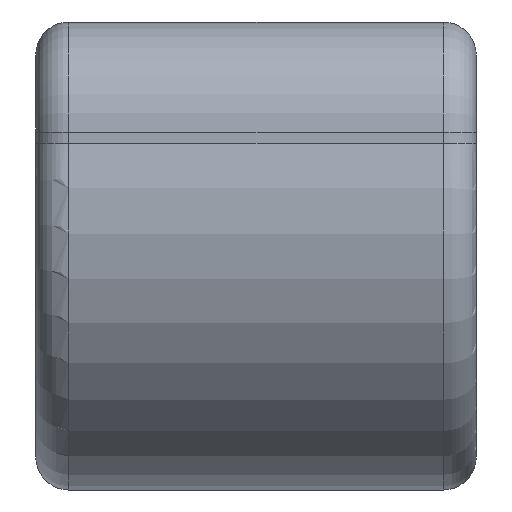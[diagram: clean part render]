
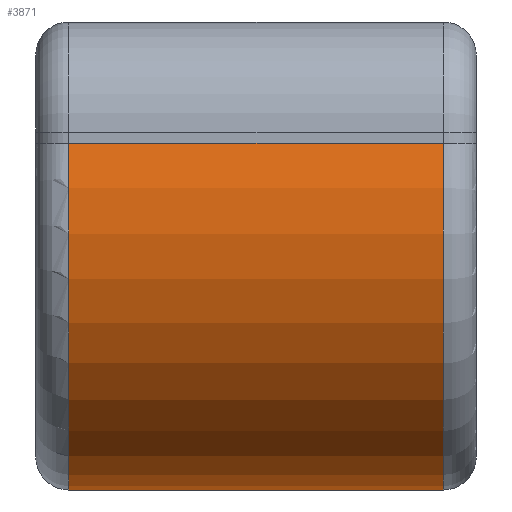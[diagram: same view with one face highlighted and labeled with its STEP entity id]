
A CAD part, left-side view. The second image highlights one B-rep face of the part: STEP entity #3871.
In plain terms, the highlighted cylindrical face has radius 5 mm (diameter 10 mm), a partial arc.
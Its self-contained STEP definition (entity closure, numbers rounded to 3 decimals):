
#712 = TOROIDAL_SURFACE('',#713,4.4,0.6);
#713 = AXIS2_PLACEMENT_3D('',#714,#715,#716);
#714 = CARTESIAN_POINT('',(-32.5,7.4,-9.5));
#715 = DIRECTION('',(0.,-1.,0.));
#716 = DIRECTION('',(0.,0.,
    -1.));
#740 = PLANE('',#741);
#741 = AXIS2_PLACEMENT_3D('',#742,#743,#744);
#742 = CARTESIAN_POINT('',(-35.204,8.,-8.2));
#743 = DIRECTION('',(0.,0.,1.));
#744 = DIRECTION('',(1.,0.,0.));
#1202 = TOROIDAL_SURFACE('',#1203,4.4,0.6);
#1203 = AXIS2_PLACEMENT_3D('',#1204,#1205,#1206);
#1204 = CARTESIAN_POINT('',(-32.5,0.6,-9.5));
#1205 = DIRECTION('',(0.,1.,0.));
#1206 = DIRECTION('',(0.,0.,
    -1.));
#2483 = VERTEX_POINT('',#2484);
#2484 = CARTESIAN_POINT('',(-32.5,7.4,-14.5));
#2498 = PLANE('',#2499);
#2499 = AXIS2_PLACEMENT_3D('',#2500,#2501,#2502);
#2500 = CARTESIAN_POINT('',(0.,4.,-14.5));
#2501 = DIRECTION('',(0.,0.,-1.));
#2502 = DIRECTION('',(0.,-1.,0.));
#2590 = VERTEX_POINT('',#2591);
#2591 = CARTESIAN_POINT('',(-37.328,7.4,-8.2));
#2654 = EDGE_CURVE('',#2483,#2590,#2655,.T.);
#2655 = SURFACE_CURVE('',#2656,(#2661,#2668),.PCURVE_S1.);
#2656 = CIRCLE('',#2657,5.);
#2657 = AXIS2_PLACEMENT_3D('',#2658,#2659,#2660);
#2658 = CARTESIAN_POINT('',(-32.5,7.4,-9.5));
#2659 = DIRECTION('',(0.,1.,0.));
#2660 = DIRECTION('',(0.,0.,
    -1.));
#2661 = PCURVE('',#712,#2662);
#2662 = DEFINITIONAL_REPRESENTATION('',(#2663),#2667);
#2663 = LINE('',#2664,#2665);
#2664 = CARTESIAN_POINT('',(-0.,6.283));
#2665 = VECTOR('',#2666,1.);
#2666 = DIRECTION('',(-1.,0.));
#2667 = ( GEOMETRIC_REPRESENTATION_CONTEXT(2) 
PARAMETRIC_REPRESENTATION_CONTEXT() REPRESENTATION_CONTEXT('2D SPACE',''
  ) );
#2668 = PCURVE('',#2669,#2674);
#2669 = CYLINDRICAL_SURFACE('',#2670,5.);
#2670 = AXIS2_PLACEMENT_3D('',#2671,#2672,#2673);
#2671 = CARTESIAN_POINT('',(-32.5,8.,-9.5));
#2672 = DIRECTION('',(0.,1.,0.));
#2673 = DIRECTION('',(1.,0.,0.));
#2674 = DEFINITIONAL_REPRESENTATION('',(#2675),#2679);
#2675 = LINE('',#2676,#2677);
#2676 = CARTESIAN_POINT('',(1.571,-0.6));
#2677 = VECTOR('',#2678,1.);
#2678 = DIRECTION('',(1.,0.));
#2679 = ( GEOMETRIC_REPRESENTATION_CONTEXT(2) 
PARAMETRIC_REPRESENTATION_CONTEXT() REPRESENTATION_CONTEXT('2D SPACE',''
  ) );
#2740 = VERTEX_POINT('',#2741);
#2741 = CARTESIAN_POINT('',(-37.328,0.6,-8.2));
#2804 = EDGE_CURVE('',#2590,#2740,#2805,.T.);
#2805 = SURFACE_CURVE('',#2806,(#2810,#2817),.PCURVE_S1.);
#2806 = LINE('',#2807,#2808);
#2807 = CARTESIAN_POINT('',(-37.328,8.,-8.2));
#2808 = VECTOR('',#2809,1.);
#2809 = DIRECTION('',(0.,-1.,0.));
#2810 = PCURVE('',#740,#2811);
#2811 = DEFINITIONAL_REPRESENTATION('',(#2812),#2816);
#2812 = LINE('',#2813,#2814);
#2813 = CARTESIAN_POINT('',(-2.124,0.));
#2814 = VECTOR('',#2815,1.);
#2815 = DIRECTION('',(0.,-1.));
#2816 = ( GEOMETRIC_REPRESENTATION_CONTEXT(2) 
PARAMETRIC_REPRESENTATION_CONTEXT() REPRESENTATION_CONTEXT('2D SPACE',''
  ) );
#2817 = PCURVE('',#2669,#2818);
#2818 = DEFINITIONAL_REPRESENTATION('',(#2819),#2822);
#2819 = B_SPLINE_CURVE_WITH_KNOTS('',1,(#2820,#2821),.UNSPECIFIED.,.F.,
  .F.,(2,2),(0.,8.),.PIECEWISE_BEZIER_KNOTS.);
#2820 = CARTESIAN_POINT('',(3.405,0.));
#2821 = CARTESIAN_POINT('',(3.405,-8.));
#2822 = ( GEOMETRIC_REPRESENTATION_CONTEXT(2) 
PARAMETRIC_REPRESENTATION_CONTEXT() REPRESENTATION_CONTEXT('2D SPACE',''
  ) );
#3071 = VERTEX_POINT('',#3072);
#3072 = CARTESIAN_POINT('',(-32.5,0.6,-14.5));
#3094 = EDGE_CURVE('',#3071,#2740,#3095,.T.);
#3095 = SURFACE_CURVE('',#3096,(#3101,#3108),.PCURVE_S1.);
#3096 = CIRCLE('',#3097,5.);
#3097 = AXIS2_PLACEMENT_3D('',#3098,#3099,#3100);
#3098 = CARTESIAN_POINT('',(-32.5,0.6,-9.5));
#3099 = DIRECTION('',(0.,1.,0.));
#3100 = DIRECTION('',(0.,0.,
    -1.));
#3101 = PCURVE('',#1202,#3102);
#3102 = DEFINITIONAL_REPRESENTATION('',(#3103),#3107);
#3103 = LINE('',#3104,#3105);
#3104 = CARTESIAN_POINT('',(0.,6.283));
#3105 = VECTOR('',#3106,1.);
#3106 = DIRECTION('',(1.,0.));
#3107 = ( GEOMETRIC_REPRESENTATION_CONTEXT(2) 
PARAMETRIC_REPRESENTATION_CONTEXT() REPRESENTATION_CONTEXT('2D SPACE',''
  ) );
#3108 = PCURVE('',#2669,#3109);
#3109 = DEFINITIONAL_REPRESENTATION('',(#3110),#3114);
#3110 = LINE('',#3111,#3112);
#3111 = CARTESIAN_POINT('',(1.571,-7.4));
#3112 = VECTOR('',#3113,1.);
#3113 = DIRECTION('',(1.,0.));
#3114 = ( GEOMETRIC_REPRESENTATION_CONTEXT(2) 
PARAMETRIC_REPRESENTATION_CONTEXT() REPRESENTATION_CONTEXT('2D SPACE',''
  ) );
#3822 = EDGE_CURVE('',#2483,#3071,#3823,.T.);
#3823 = SURFACE_CURVE('',#3824,(#3828,#3835),.PCURVE_S1.);
#3824 = LINE('',#3825,#3826);
#3825 = CARTESIAN_POINT('',(-32.5,8.,-14.5));
#3826 = VECTOR('',#3827,1.);
#3827 = DIRECTION('',(0.,-1.,0.));
#3828 = PCURVE('',#2498,#3829);
#3829 = DEFINITIONAL_REPRESENTATION('',(#3830),#3834);
#3830 = LINE('',#3831,#3832);
#3831 = CARTESIAN_POINT('',(-4.,32.5));
#3832 = VECTOR('',#3833,1.);
#3833 = DIRECTION('',(1.,0.));
#3834 = ( GEOMETRIC_REPRESENTATION_CONTEXT(2) 
PARAMETRIC_REPRESENTATION_CONTEXT() REPRESENTATION_CONTEXT('2D SPACE',''
  ) );
#3835 = PCURVE('',#2669,#3836);
#3836 = DEFINITIONAL_REPRESENTATION('',(#3837),#3840);
#3837 = B_SPLINE_CURVE_WITH_KNOTS('',1,(#3838,#3839),.UNSPECIFIED.,.F.,
  .F.,(2,2),(0.,8.),.PIECEWISE_BEZIER_KNOTS.);
#3838 = CARTESIAN_POINT('',(1.571,0.));
#3839 = CARTESIAN_POINT('',(1.571,-8.));
#3840 = ( GEOMETRIC_REPRESENTATION_CONTEXT(2) 
PARAMETRIC_REPRESENTATION_CONTEXT() REPRESENTATION_CONTEXT('2D SPACE',''
  ) );
#3871 = ADVANCED_FACE('',(#3872),#2669,.T.);
#3872 = FACE_BOUND('',#3873,.T.);
#3873 = EDGE_LOOP('',(#3874,#3875,#3876,#3877));
#3874 = ORIENTED_EDGE('',*,*,#3822,.T.);
#3875 = ORIENTED_EDGE('',*,*,#3094,.T.);
#3876 = ORIENTED_EDGE('',*,*,#2804,.F.);
#3877 = ORIENTED_EDGE('',*,*,#2654,.F.);
